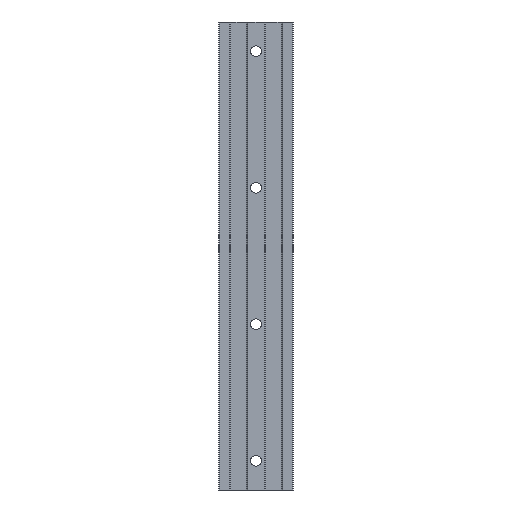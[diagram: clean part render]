
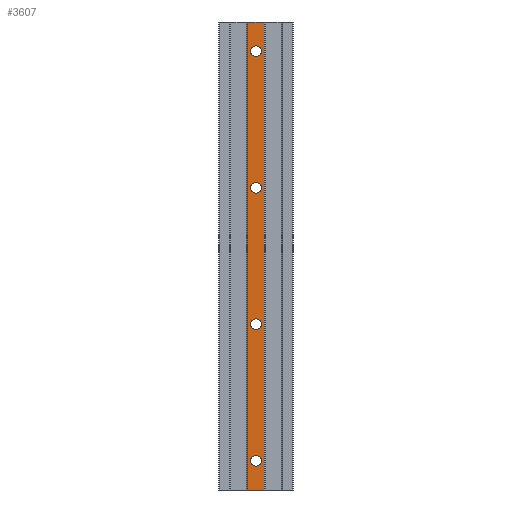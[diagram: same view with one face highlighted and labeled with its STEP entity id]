
A CAD part, left-side view. The second image highlights one B-rep face of the part: STEP entity #3607.
In plain terms, the highlighted planar face has unit normal (-1, 0, 0).
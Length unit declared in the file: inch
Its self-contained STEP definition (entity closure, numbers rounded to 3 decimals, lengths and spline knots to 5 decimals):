
#76 = CARTESIAN_POINT ( 'NONE',  ( 0., 0., -11.3906 ) ) ;
#87 = DIRECTION ( 'NONE',  ( 0., -1., 0. ) ) ;
#116 = LINE ( 'NONE', #180, #506 ) ;
#145 = AXIS2_PLACEMENT_3D ( 'NONE', #2556, #1100, #4137 ) ;
#174 = EDGE_CURVE ( 'NONE', #1242, #2601, #468, .T. ) ;
#180 = CARTESIAN_POINT ( 'NONE',  ( 0., 0.211, -12. ) ) ;
#198 = DIRECTION ( 'NONE',  ( 1., 0., 0. ) ) ;
#219 = AXIS2_PLACEMENT_3D ( 'NONE', #1081, #1994, #87 ) ;
#223 = CARTESIAN_POINT ( 'NONE',  ( 0., 0., -4.1094 ) ) ;
#327 = ORIENTED_EDGE ( 'NONE', *, *, #3959, .T. ) ;
#339 = CARTESIAN_POINT ( 'NONE',  ( 0., 0., -7.8906 ) ) ;
#353 = CIRCLE ( 'NONE', #5164, 0.1406 ) ;
#386 = CARTESIAN_POINT ( 'NONE',  ( 0., 0., -12. ) ) ;
#428 = CIRCLE ( 'NONE', #1705, 0.1406 ) ;
#468 = CIRCLE ( 'NONE', #3033, 0.1406 ) ;
#484 = EDGE_CURVE ( 'NONE', #976, #4355, #5061, .T. ) ;
#506 = VECTOR ( 'NONE', #702, 39.37008 ) ;
#529 = CARTESIAN_POINT ( 'NONE',  ( 0., 0., -7.75 ) ) ;
#551 = CIRCLE ( 'NONE', #1401, 0.1406 ) ;
#641 = VECTOR ( 'NONE', #2259, 39.37008 ) ;
#702 = DIRECTION ( 'NONE',  ( 0., 0., 1. ) ) ;
#840 = DIRECTION ( 'NONE',  ( 1., 0., 0. ) ) ;
#960 = CIRCLE ( 'NONE', #2257, 0.1406 ) ;
#976 = VERTEX_POINT ( 'NONE', #3936 ) ;
#1081 = CARTESIAN_POINT ( 'NONE',  ( 0., 0., -12. ) ) ;
#1100 = DIRECTION ( 'NONE',  ( 1., 0., 0. ) ) ;
#1162 = CARTESIAN_POINT ( 'NONE',  ( 0., 0., -4.3906 ) ) ;
#1184 = VERTEX_POINT ( 'NONE', #5343 ) ;
#1190 = VERTEX_POINT ( 'NONE', #2406 ) ;
#1242 = VERTEX_POINT ( 'NONE', #5641 ) ;
#1252 = DIRECTION ( 'NONE',  ( 0., 0., -1. ) ) ;
#1281 = ORIENTED_EDGE ( 'NONE', *, *, #5314, .T. ) ;
#1285 = DIRECTION ( 'NONE',  ( 0., 0., -1. ) ) ;
#1369 = DIRECTION ( 'NONE',  ( 0., -1., 0. ) ) ;
#1401 = AXIS2_PLACEMENT_3D ( 'NONE', #4250, #5864, #1285 ) ;
#1602 = DIRECTION ( 'NONE',  ( 0., 0., -1. ) ) ;
#1617 = FACE_BOUND ( 'NONE', #5482, .T. ) ;
#1702 = CARTESIAN_POINT ( 'NONE',  ( 0., 0., -7.75 ) ) ;
#1705 = AXIS2_PLACEMENT_3D ( 'NONE', #2677, #4743, #1252 ) ;
#1737 = ORIENTED_EDGE ( 'NONE', *, *, #5654, .T. ) ;
#1994 = DIRECTION ( 'NONE',  ( -1., 0., 0. ) ) ;
#1996 = ORIENTED_EDGE ( 'NONE', *, *, #3528, .T. ) ;
#2186 = AXIS2_PLACEMENT_3D ( 'NONE', #1702, #198, #3286 ) ;
#2257 = AXIS2_PLACEMENT_3D ( 'NONE', #5194, #5126, #4649 ) ;
#2259 = DIRECTION ( 'NONE',  ( 0., -1., 0. ) ) ;
#2311 = EDGE_CURVE ( 'NONE', #1184, #3688, #116, .T. ) ;
#2378 = ORIENTED_EDGE ( 'NONE', *, *, #5763, .T. ) ;
#2406 = CARTESIAN_POINT ( 'NONE',  ( 0., 0., -0.6094 ) ) ;
#2473 = ORIENTED_EDGE ( 'NONE', *, *, #4197, .T. ) ;
#2509 = VERTEX_POINT ( 'NONE', #1162 ) ;
#2556 = CARTESIAN_POINT ( 'NONE',  ( 0., 0., -0.75 ) ) ;
#2584 = DIRECTION ( 'NONE',  ( 1., 0., 0. ) ) ;
#2601 = VERTEX_POINT ( 'NONE', #339 ) ;
#2605 = FACE_OUTER_BOUND ( 'NONE', #6340, .T. ) ;
#2659 = ORIENTED_EDGE ( 'NONE', *, *, #3406, .T. ) ;
#2677 = CARTESIAN_POINT ( 'NONE',  ( 0., 0., -11.25 ) ) ;
#2763 = ORIENTED_EDGE ( 'NONE', *, *, #3756, .F. ) ;
#2794 = VERTEX_POINT ( 'NONE', #76 ) ;
#2895 = DIRECTION ( 'NONE',  ( 0., 0., -1. ) ) ;
#3033 = AXIS2_PLACEMENT_3D ( 'NONE', #529, #2584, #1602 ) ;
#3164 = ORIENTED_EDGE ( 'NONE', *, *, #5889, .T. ) ;
#3180 = EDGE_LOOP ( 'NONE', ( #327, #2659 ) ) ;
#3228 = CARTESIAN_POINT ( 'NONE',  ( 0., 0., 0. ) ) ;
#3286 = DIRECTION ( 'NONE',  ( 0., 0., -1. ) ) ;
#3310 = ORIENTED_EDGE ( 'NONE', *, *, #484, .T. ) ;
#3318 = EDGE_LOOP ( 'NONE', ( #1996, #2473 ) ) ;
#3406 = EDGE_CURVE ( 'NONE', #3547, #2794, #428, .T. ) ;
#3428 = CARTESIAN_POINT ( 'NONE',  ( 0., -0.211, 0. ) ) ;
#3456 = VERTEX_POINT ( 'NONE', #6540 ) ;
#3528 = EDGE_CURVE ( 'NONE', #2509, #4102, #4064, .T. ) ;
#3547 = VERTEX_POINT ( 'NONE', #4388 ) ;
#3607 = ADVANCED_FACE ( 'NONE', ( #6194, #6161, #4665, #1617, #2605 ), #5643, .T. ) ;
#3650 = AXIS2_PLACEMENT_3D ( 'NONE', #3995, #4357, #4981 ) ;
#3688 = VERTEX_POINT ( 'NONE', #5237 ) ;
#3756 = EDGE_CURVE ( 'NONE', #3688, #4355, #4695, .T. ) ;
#3773 = CIRCLE ( 'NONE', #145, 0.1406 ) ;
#3899 = CARTESIAN_POINT ( 'NONE',  ( 0., 0., -0.75 ) ) ;
#3936 = CARTESIAN_POINT ( 'NONE',  ( 0., -0.211, -12. ) ) ;
#3959 = EDGE_CURVE ( 'NONE', #2794, #3547, #960, .T. ) ;
#3995 = CARTESIAN_POINT ( 'NONE',  ( 0., 0., -4.25 ) ) ;
#4064 = CIRCLE ( 'NONE', #3650, 0.1406 ) ;
#4102 = VERTEX_POINT ( 'NONE', #223 ) ;
#4105 = CARTESIAN_POINT ( 'NONE',  ( 0., -0.211, -12. ) ) ;
#4137 = DIRECTION ( 'NONE',  ( 0., 0., -1. ) ) ;
#4197 = EDGE_CURVE ( 'NONE', #4102, #2509, #551, .T. ) ;
#4250 = CARTESIAN_POINT ( 'NONE',  ( 0., 0., -4.25 ) ) ;
#4305 = VECTOR ( 'NONE', #6147, 39.37008 ) ;
#4355 = VERTEX_POINT ( 'NONE', #3428 ) ;
#4357 = DIRECTION ( 'NONE',  ( 1., 0., 0. ) ) ;
#4365 = ORIENTED_EDGE ( 'NONE', *, *, #2311, .F. ) ;
#4388 = CARTESIAN_POINT ( 'NONE',  ( 0., 0., -11.1094 ) ) ;
#4649 = DIRECTION ( 'NONE',  ( 0., 0., -1. ) ) ;
#4665 = FACE_BOUND ( 'NONE', #3318, .T. ) ;
#4695 = LINE ( 'NONE', #3228, #641 ) ;
#4743 = DIRECTION ( 'NONE',  ( 1., 0., 0. ) ) ;
#4841 = CIRCLE ( 'NONE', #2186, 0.1406 ) ;
#4981 = DIRECTION ( 'NONE',  ( 0., 0., -1. ) ) ;
#5032 = LINE ( 'NONE', #386, #5069 ) ;
#5061 = LINE ( 'NONE', #4105, #4305 ) ;
#5069 = VECTOR ( 'NONE', #1369, 39.37008 ) ;
#5126 = DIRECTION ( 'NONE',  ( 1., 0., 0. ) ) ;
#5164 = AXIS2_PLACEMENT_3D ( 'NONE', #3899, #840, #2895 ) ;
#5194 = CARTESIAN_POINT ( 'NONE',  ( 0., 0., -11.25 ) ) ;
#5237 = CARTESIAN_POINT ( 'NONE',  ( 0., 0.211, 0. ) ) ;
#5314 = EDGE_CURVE ( 'NONE', #3456, #1190, #353, .T. ) ;
#5343 = CARTESIAN_POINT ( 'NONE',  ( 0., 0.211, -12. ) ) ;
#5482 = EDGE_LOOP ( 'NONE', ( #1281, #2378 ) ) ;
#5519 = EDGE_LOOP ( 'NONE', ( #3164, #5990 ) ) ;
#5641 = CARTESIAN_POINT ( 'NONE',  ( 0., 0., -7.6094 ) ) ;
#5643 = PLANE ( 'NONE',  #219 ) ;
#5654 = EDGE_CURVE ( 'NONE', #1184, #976, #5032, .T. ) ;
#5763 = EDGE_CURVE ( 'NONE', #1190, #3456, #3773, .T. ) ;
#5864 = DIRECTION ( 'NONE',  ( 1., 0., 0. ) ) ;
#5889 = EDGE_CURVE ( 'NONE', #2601, #1242, #4841, .T. ) ;
#5990 = ORIENTED_EDGE ( 'NONE', *, *, #174, .T. ) ;
#6147 = DIRECTION ( 'NONE',  ( 0., 0., 1. ) ) ;
#6161 = FACE_BOUND ( 'NONE', #5519, .T. ) ;
#6194 = FACE_BOUND ( 'NONE', #3180, .T. ) ;
#6340 = EDGE_LOOP ( 'NONE', ( #2763, #4365, #1737, #3310 ) ) ;
#6540 = CARTESIAN_POINT ( 'NONE',  ( 0., 0., -0.8906 ) ) ;
